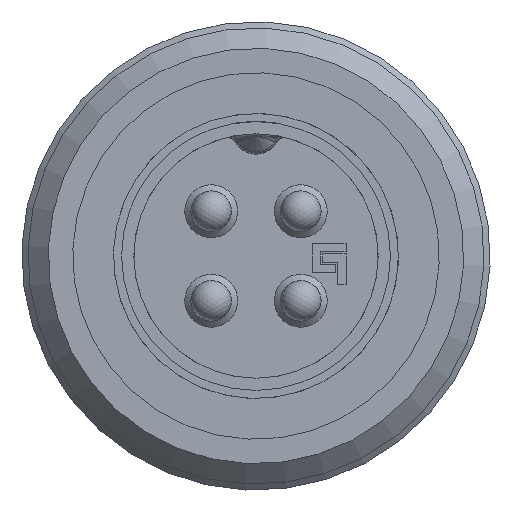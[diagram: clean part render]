
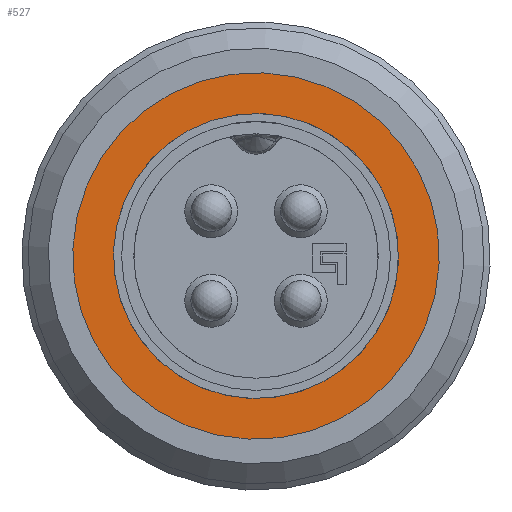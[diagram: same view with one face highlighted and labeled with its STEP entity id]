
A CAD part, left-side view. The second image highlights one B-rep face of the part: STEP entity #527.
In plain terms, the highlighted planar face has unit normal (-1, 0, 0).
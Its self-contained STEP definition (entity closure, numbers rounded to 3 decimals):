
#261=PLANE('',#1939);
#527=ADVANCED_FACE('',(#701,#702),#261,.T.);
#701=FACE_BOUND('',#771,.T.);
#702=FACE_BOUND('',#772,.T.);
#771=EDGE_LOOP('',(#936));
#772=EDGE_LOOP('',(#937));
#936=ORIENTED_EDGE('',*,*,#1580,.F.);
#937=ORIENTED_EDGE('',*,*,#1600,.F.);
#1408=VERTEX_POINT('',#2646);
#1428=VERTEX_POINT('',#2693);
#1580=EDGE_CURVE('',#1408,#1408,#1828,.T.);
#1600=EDGE_CURVE('',#1428,#1428,#1840,.T.);
#1828=CIRCLE('',#1919,3.5);
#1840=CIRCLE('',#1938,4.5);
#1919=AXIS2_PLACEMENT_3D('',#2645,#2126,#2127);
#1938=AXIS2_PLACEMENT_3D('',#2692,#2172,#2173);
#1939=AXIS2_PLACEMENT_3D('',#2694,#2174,#2175);
#2126=DIRECTION('',(-1.,0.,0.));
#2127=DIRECTION('',(0.,0.924,0.382));
#2172=DIRECTION('',(1.,0.,0.));
#2173=DIRECTION('',(0.,-0.924,-0.382));
#2174=DIRECTION('',(-1.,0.,0.));
#2175=DIRECTION('',(0.,0.924,0.382));
#2645=CARTESIAN_POINT('',(-5.1,0.,0.));
#2646=CARTESIAN_POINT('',(-5.1,3.235,1.336));
#2692=CARTESIAN_POINT('',(-5.1,0.,0.));
#2693=CARTESIAN_POINT('',(-5.1,-4.159,-1.718));
#2694=CARTESIAN_POINT('',(-5.1,0.,0.));
